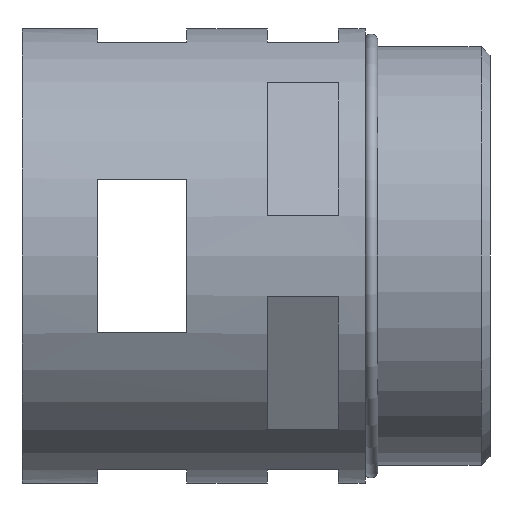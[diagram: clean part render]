
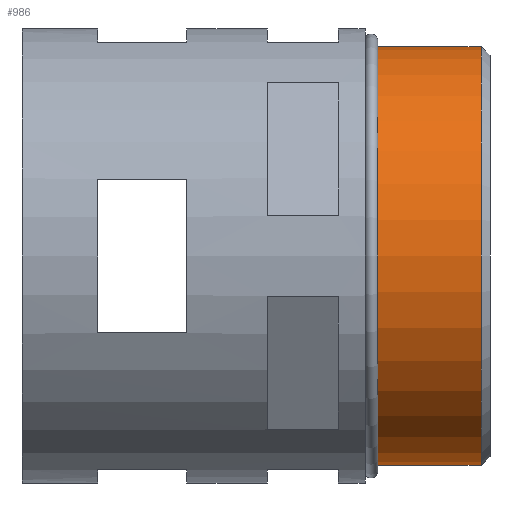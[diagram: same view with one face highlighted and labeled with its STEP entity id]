
A CAD part, left-side view. The second image highlights one B-rep face of the part: STEP entity #986.
In plain terms, the highlighted cylindrical face has radius 23.5 mm (diameter 47 mm), a partial arc.
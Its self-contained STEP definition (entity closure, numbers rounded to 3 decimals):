
#436 = EDGE_LOOP ( 'NONE', ( #1027, #1053, #1024, #1052 ) ) ;
#642 = CIRCLE ( 'NONE', #725, 23.5 ) ;
#643 = CIRCLE ( 'NONE', #723, 23.5 ) ;
#705 = VECTOR ( 'NONE', #1321, 1000. ) ;
#707 = VECTOR ( 'NONE', #1318, 1000. ) ;
#723 = AXIS2_PLACEMENT_3D ( 'NONE', #1270, #1271, #1272 ) ;
#725 = AXIS2_PLACEMENT_3D ( 'NONE', #1261, #1268, #1269 ) ;
#887 = EDGE_CURVE ( 'NONE', #1177, #1182, #642, .T. ) ;
#888 = EDGE_CURVE ( 'NONE', #1178, #1175, #643, .T. ) ;
#903 = EDGE_CURVE ( 'NONE', #1177, #1175, #1316, .T. ) ;
#904 = EDGE_CURVE ( 'NONE', #1182, #1178, #1319, .T. ) ;
#986 = ADVANCED_FACE ( 'NONE', ( #1662 ), #1665, .T. ) ;
#1024 = ORIENTED_EDGE ( 'NONE', *, *, #904, .T. ) ;
#1027 = ORIENTED_EDGE ( 'NONE', *, *, #903, .F. ) ;
#1052 = ORIENTED_EDGE ( 'NONE', *, *, #888, .T. ) ;
#1053 = ORIENTED_EDGE ( 'NONE', *, *, #887, .T. ) ;
#1175 = VERTEX_POINT ( 'NONE', #2114 ) ;
#1177 = VERTEX_POINT ( 'NONE', #2116 ) ;
#1178 = VERTEX_POINT ( 'NONE', #2117 ) ;
#1182 = VERTEX_POINT ( 'NONE', #2121 ) ;
#1261 = CARTESIAN_POINT ( 'NONE',  ( 0., -25.352, 0. ) ) ;
#1268 = DIRECTION ( 'NONE',  ( 0., 1., 0. ) ) ;
#1269 = DIRECTION ( 'NONE',  ( 0., 0., 1. ) ) ;
#1270 = CARTESIAN_POINT ( 'NONE',  ( 0., -13.377, 0. ) ) ;
#1271 = DIRECTION ( 'NONE',  ( 0., -1., 0. ) ) ;
#1272 = DIRECTION ( 'NONE',  ( 0., 0., 1. ) ) ;
#1316 = LINE ( 'NONE', #1317, #707 ) ;
#1317 = CARTESIAN_POINT ( 'NONE',  ( 0., 22.403, -23.5 ) ) ;
#1318 = DIRECTION ( 'NONE',  ( 0., 1., 0. ) ) ;
#1319 = LINE ( 'NONE', #1320, #705 ) ;
#1320 = CARTESIAN_POINT ( 'NONE',  ( 0., 22.403, 23.5 ) ) ;
#1321 = DIRECTION ( 'NONE',  ( 0., 1., 0. ) ) ;
#1658 = AXIS2_PLACEMENT_3D ( 'NONE', #2101, #2102, #2103 ) ;
#1662 = FACE_OUTER_BOUND ( 'NONE', #436, .T. ) ;
#1665 = CYLINDRICAL_SURFACE ( 'NONE', #1658, 23.5 ) ;
#2101 = CARTESIAN_POINT ( 'NONE',  ( 0., 22.403, 0. ) ) ;
#2102 = DIRECTION ( 'NONE',  ( 0., 1., 0. ) ) ;
#2103 = DIRECTION ( 'NONE',  ( 0., 0., 1. ) ) ;
#2114 = CARTESIAN_POINT ( 'NONE',  ( 0., -13.377, -23.5 ) ) ;
#2116 = CARTESIAN_POINT ( 'NONE',  ( 0., -25.352, -23.5 ) ) ;
#2117 = CARTESIAN_POINT ( 'NONE',  ( 0., -13.377, 23.5 ) ) ;
#2121 = CARTESIAN_POINT ( 'NONE',  ( 0., -25.352, 23.5 ) ) ;
